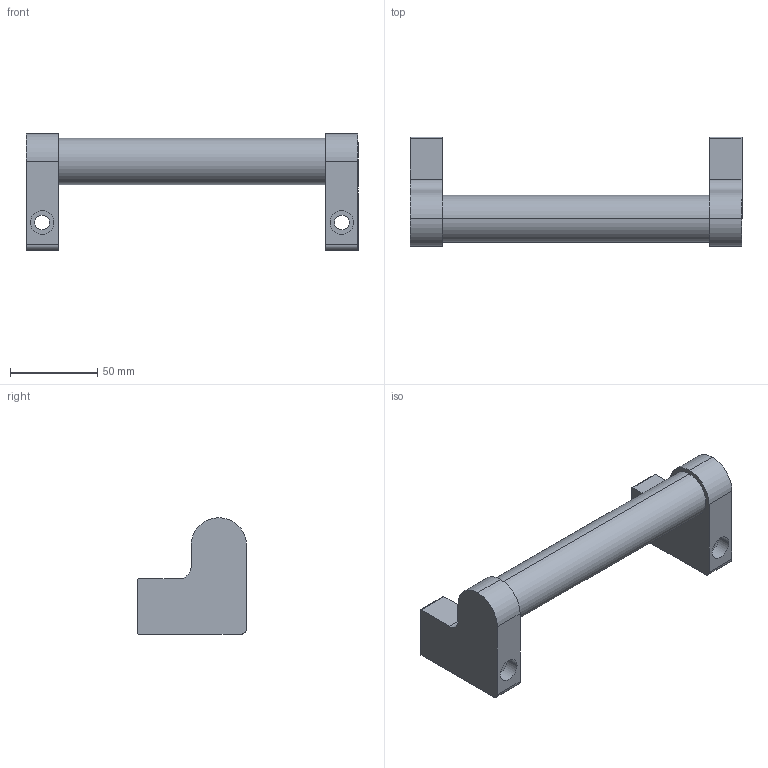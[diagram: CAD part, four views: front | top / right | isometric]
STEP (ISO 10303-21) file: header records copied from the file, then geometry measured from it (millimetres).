
FILE_DESCRIPTION (( 'STEP AP203' ), '1' );
FILE_NAME ('A-ACC-HDL-00001-900016.STEP', '2025-07-19T17:38:05', ( '' ), ( '' ), 'SwSTEP 2.0', 'SolidWorks 2019', '' );
FILE_SCHEMA (( 'CONFIG_CONTROL_DESIGN' ));
Length unit declared in the file: inch
Products named in the file (4): A-ACC-HDL-00001-900016; ACC-HDL-00003 (100232); ACC-HDL-00001 (100230); ACC-HDL-00002 (100231)
Assembly tree (3 placements, depth 2):
  A-ACC-HDL-00001-900016
    ACC-HDL-00003 (100232)
    ACC-HDL-00001 (100230)
    ACC-HDL-00002 (100231)
Bounding box: 189.99 x 62.48 x 66.67 mm (x, y, z)
Volume: 129035.4 mm3; surface area: 51819 mm2
Topology: 3 solids, 3 shells, 48 faces, 114 edges, 76 vertices
Faces by surface type: cylinder 28, plane 20
Entity records: 1848 total; most frequent: DIRECTION 278, CARTESIAN_POINT 244, ORIENTED_EDGE 228, EDGE_CURVE 114, AXIS2_PLACEMENT_3D 110, VERTEX_POINT 76, EDGE_LOOP 58, LINE 58
